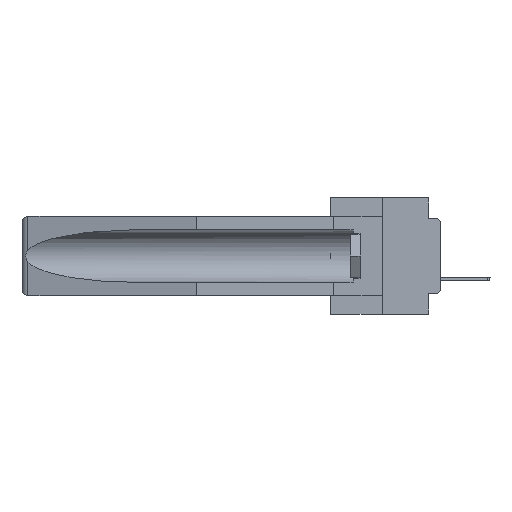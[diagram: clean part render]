
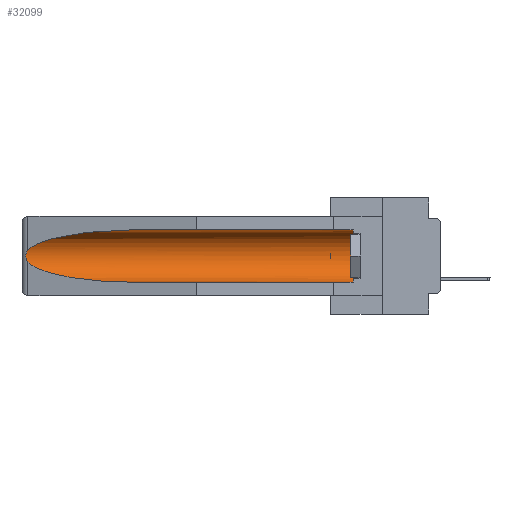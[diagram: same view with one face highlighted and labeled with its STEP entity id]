
A CAD part, left-side view. The second image highlights one B-rep face of the part: STEP entity #32099.
In plain terms, the highlighted cylindrical face has radius 2.857 mm (diameter 5.715 mm), a partial arc.
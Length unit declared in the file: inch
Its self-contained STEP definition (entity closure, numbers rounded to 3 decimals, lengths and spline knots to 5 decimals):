
#1159 = CARTESIAN_POINT ( 'NONE',  ( 0.2675, 1.53308, -0.16763 ) ) ;
#1537 = CARTESIAN_POINT ( 'NONE',  ( 0.2675, 1.53308, -0.17534 ) ) ;
#2029 = CARTESIAN_POINT ( 'NONE',  ( 0.26537, 1.52718, -0.14972 ) ) ;
#3220 = EDGE_CURVE ( 'NONE', #13433, #33133, #22036, .T. ) ;
#4188 = CARTESIAN_POINT ( 'NONE',  ( 0.26537, 1.52718, -0.19328 ) ) ;
#5427 = DIRECTION ( 'NONE',  ( 0., -1., 0. ) ) ;
#5629 = CARTESIAN_POINT ( 'NONE',  ( 0.155, 1.07973, -0.059 ) ) ;
#6329 = CARTESIAN_POINT ( 'NONE',  ( 0.26537, 1.52718, -0.19328 ) ) ;
#6656 = DIRECTION ( 'NONE',  ( 0., 1., 0. ) ) ;
#6855 = CARTESIAN_POINT ( 'NONE',  ( 0.21114, 1.30732, -0.284 ) ) ;
#6930 = ORIENTED_EDGE ( 'NONE', *, *, #26974, .T. ) ;
#8181 = CARTESIAN_POINT ( 'NONE',  ( 0.155, 0.126, -0.1715 ) ) ;
#9158 = EDGE_CURVE ( 'NONE', #36294, #13433, #10777, .T. ) ;
#9584 = CARTESIAN_POINT ( 'NONE',  ( 0.155, 1.07973, -0.284 ) ) ;
#10255 = CARTESIAN_POINT ( 'NONE',  ( 0.2673, 1.53269, -0.17917 ) ) ;
#10777 = LINE ( 'NONE', #16778, #11231 ) ;
#11070 = LINE ( 'NONE', #29292, #24686 ) ;
#11195 = DIRECTION ( 'NONE',  ( 0., 1., 0. ) ) ;
#11231 = VECTOR ( 'NONE', #31598, 39.37008 ) ;
#12337 = ORIENTED_EDGE ( 'NONE', *, *, #27336, .T. ) ;
#12836 = DIRECTION ( 'NONE',  ( 0., 0., 1. ) ) ;
#13433 = VERTEX_POINT ( 'NONE', #28525 ) ;
#15268 = EDGE_LOOP ( 'NONE', ( #36469, #12337, #18012, #31402, #6930, #22050 ) ) ;
#15885 = CARTESIAN_POINT ( 'NONE',  ( 0.155, -0.30754, -0.1715 ) ) ;
#16009 = CARTESIAN_POINT ( 'NONE',  ( 0.155, 1.07973, -0.284 ) ) ;
#16778 = CARTESIAN_POINT ( 'NONE',  ( 0.155, -0.30754, -0.059 ) ) ;
#17752 = CARTESIAN_POINT ( 'NONE',  ( 0.25451, 1.48313, -0.09465 ) ) ;
#18012 = ORIENTED_EDGE ( 'NONE', *, *, #22506, .T. ) ;
#21211 = CARTESIAN_POINT ( 'NONE',  ( 0.26537, 1.52718, -0.14972 ) ) ;
#21619 = VERTEX_POINT ( 'NONE', #33118 ) ;
#22000 = FACE_OUTER_BOUND ( 'NONE', #15268, .T. ) ;
#22036 =( BOUNDED_CURVE ( )  B_SPLINE_CURVE ( 3, ( #5629, #29648, #17752, #2029 ),
 .UNSPECIFIED., .F., .F. ) 
 B_SPLINE_CURVE_WITH_KNOTS ( ( 4, 4 ),
 ( 4.71239, 6.08839 ),
 .UNSPECIFIED. ) 
 CURVE ( )  GEOMETRIC_REPRESENTATION_ITEM ( )  RATIONAL_B_SPLINE_CURVE ( ( 1., 0.848, 0.848, 1. ) ) 
 REPRESENTATION_ITEM ( '' )  );
#22050 = ORIENTED_EDGE ( 'NONE', *, *, #9158, .T. ) ;
#22290 = CARTESIAN_POINT ( 'NONE',  ( 0.155, 0.126, -0.284 ) ) ;
#22299 = CARTESIAN_POINT ( 'NONE',  ( 0.26655, 1.53094, -0.18657 ) ) ;
#22430 = CARTESIAN_POINT ( 'NONE',  ( 0.2673, 1.5327, -0.16383 ) ) ;
#22506 = EDGE_CURVE ( 'NONE', #21619, #28937, #23924, .T. ) ;
#23924 =( BOUNDED_CURVE ( )  B_SPLINE_CURVE ( 3, ( #6329, #24800, #6855, #9584 ),
 .UNSPECIFIED., .F., .F. ) 
 B_SPLINE_CURVE_WITH_KNOTS ( ( 4, 4 ),
 ( 0.1948, 1.5708 ),
 .UNSPECIFIED. ) 
 CURVE ( )  GEOMETRIC_REPRESENTATION_ITEM ( )  RATIONAL_B_SPLINE_CURVE ( ( 1., 0.848, 0.848, 1. ) ) 
 REPRESENTATION_ITEM ( '' )  );
#24641 = CARTESIAN_POINT ( 'NONE',  ( 0.155, 0.126, -0.059 ) ) ;
#24686 = VECTOR ( 'NONE', #11195, 39.37008 ) ;
#24800 = CARTESIAN_POINT ( 'NONE',  ( 0.25451, 1.48313, -0.24835 ) ) ;
#25539 = VERTEX_POINT ( 'NONE', #22290 ) ;
#26548 = DIRECTION ( 'NONE',  ( 0., 0., 1. ) ) ;
#26974 = EDGE_CURVE ( 'NONE', #25539, #36294, #35978, .T. ) ;
#27336 = EDGE_CURVE ( 'NONE', #33133, #21619, #35597, .T. ) ;
#28212 = CARTESIAN_POINT ( 'NONE',  ( 0.26537, 1.52718, -0.14972 ) ) ;
#28525 = CARTESIAN_POINT ( 'NONE',  ( 0.155, 1.07973, -0.059 ) ) ;
#28937 = VERTEX_POINT ( 'NONE', #16009 ) ;
#29292 = CARTESIAN_POINT ( 'NONE',  ( 0.155, -0.30754, -0.284 ) ) ;
#29648 = CARTESIAN_POINT ( 'NONE',  ( 0.21114, 1.30732, -0.059 ) ) ;
#29902 = AXIS2_PLACEMENT_3D ( 'NONE', #8181, #5427, #26548 ) ;
#31402 = ORIENTED_EDGE ( 'NONE', *, *, #35861, .F. ) ;
#31598 = DIRECTION ( 'NONE',  ( 0., 1., 0. ) ) ;
#32099 = ADVANCED_FACE ( 'NONE', ( #22000 ), #32882, .F. ) ;
#32882 = CYLINDRICAL_SURFACE ( 'NONE', #37909, 0.1125 ) ;
#33118 = CARTESIAN_POINT ( 'NONE',  ( 0.26537, 1.52718, -0.19328 ) ) ;
#33133 = VERTEX_POINT ( 'NONE', #21211 ) ;
#34571 = CARTESIAN_POINT ( 'NONE',  ( 0.26597, 1.52961, -0.15275 ) ) ;
#34697 = CARTESIAN_POINT ( 'NONE',  ( 0.26597, 1.5296, -0.19026 ) ) ;
#35597 = B_SPLINE_CURVE_WITH_KNOTS ( 'NONE', 3,
 ( #28212, #34571, #37359, #22430, #1159, #1537, #10255, #22299, #34697, #4188 ),
 .UNSPECIFIED., .F., .F.,
 ( 4, 2, 2, 2, 4 ),
 ( 0., 0.00029, 0.00058, 0.00087, 0.00117 ),
 .UNSPECIFIED. ) ;
#35861 = EDGE_CURVE ( 'NONE', #25539, #28937, #11070, .T. ) ;
#35978 = CIRCLE ( 'NONE', #29902, 0.1125 ) ;
#36294 = VERTEX_POINT ( 'NONE', #24641 ) ;
#36469 = ORIENTED_EDGE ( 'NONE', *, *, #3220, .T. ) ;
#37359 = CARTESIAN_POINT ( 'NONE',  ( 0.26654, 1.53092, -0.15636 ) ) ;
#37909 = AXIS2_PLACEMENT_3D ( 'NONE', #15885, #6656, #12836 ) ;
